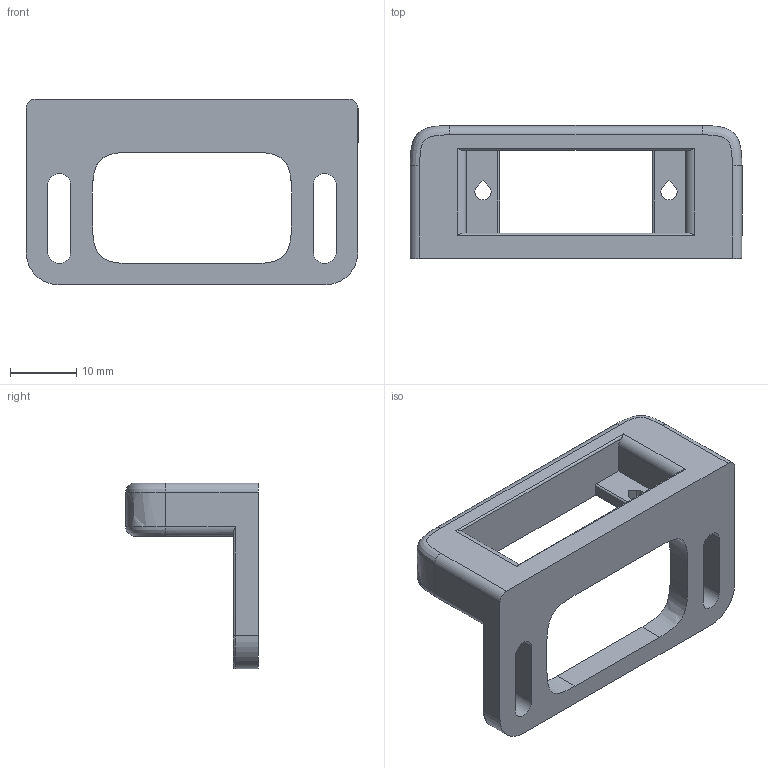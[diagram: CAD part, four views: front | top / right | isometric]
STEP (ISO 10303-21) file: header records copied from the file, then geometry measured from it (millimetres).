
FILE_DESCRIPTION(('STEP AP242'), '1');
FILE_NAME('Êðåï¸æ', '', ('UNSPECIFIED'), ('UNSPECIFIED'), 'C3D Converter', 'C3D Toolkit', '');
FILE_SCHEMA(('AP242_MANAGED_MODEL_BASED_3D_ENGINEERING_MIM_LF { 1 0 10303 442 1 1 4 }'));
Length unit declared in the file: millimetre
Bounding box: 50 x 20 x 28 mm (x, y, z)
Volume: 6326.6 mm3; surface area: 4574.7 mm2
Topology: 1 solids, 1 shells, 65 faces, 179 edges, 114 vertices
Faces by surface type: plane 28, cylinder 25, bspline 10, torus 2
Entity records: 3405 total; most frequent: CARTESIAN_POINT 1741, ORIENTED_EDGE 358, DIRECTION 315, EDGE_CURVE 179, VERTEX_POINT 114, LINE 111, VECTOR 111, AXIS2_PLACEMENT_3D 102
